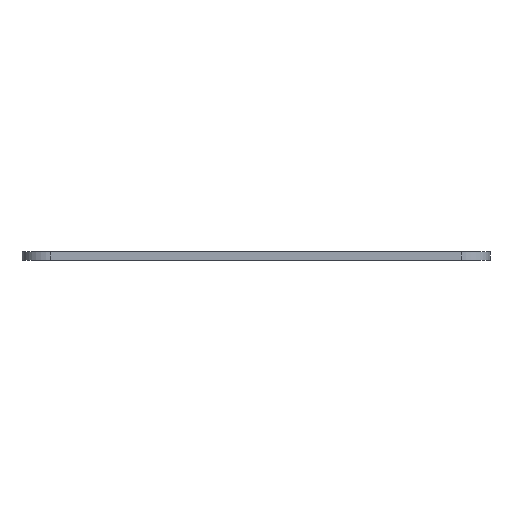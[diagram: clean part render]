
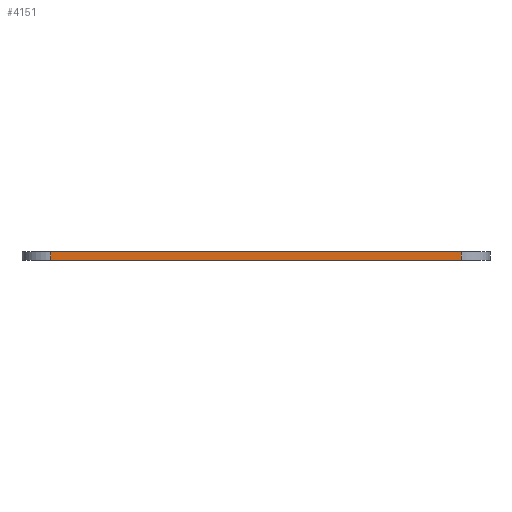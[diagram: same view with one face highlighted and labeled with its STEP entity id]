
A CAD part, front view. The second image highlights one B-rep face of the part: STEP entity #4151.
In plain terms, the highlighted planar face has unit normal (0, -1, 0).
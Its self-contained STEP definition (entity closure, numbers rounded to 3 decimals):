
#91=PLANE('',#4283);
#747=FACE_OUTER_BOUND('',#987,.T.);
#987=EDGE_LOOP('',(#3854,#3855,#3856,#3857));
#1214=LINE('',#8310,#1506);
#1241=LINE('',#8409,#1533);
#1244=LINE('',#8416,#1536);
#1285=LINE('',#8530,#1577);
#1506=VECTOR('',#4576,10.);
#1533=VECTOR('',#4661,10.);
#1536=VECTOR('',#4670,10.);
#1577=VECTOR('',#4801,10.);
#1966=VERTEX_POINT('',#8307);
#1967=VERTEX_POINT('',#8309);
#2010=VERTEX_POINT('',#8407);
#2011=VERTEX_POINT('',#8414);
#2550=EDGE_CURVE('',#1966,#1967,#1214,.T.);
#2598=EDGE_CURVE('',#2010,#1966,#1241,.T.);
#2602=EDGE_CURVE('',#1967,#2011,#1244,.T.);
#2659=EDGE_CURVE('',#2011,#2010,#1285,.T.);
#3854=ORIENTED_EDGE('',*,*,#2598,.F.);
#3855=ORIENTED_EDGE('',*,*,#2659,.F.);
#3856=ORIENTED_EDGE('',*,*,#2602,.F.);
#3857=ORIENTED_EDGE('',*,*,#2550,.F.);
#4151=ADVANCED_FACE('',(#747),#91,.T.);
#4283=AXIS2_PLACEMENT_3D('',#8529,#4799,#4800);
#4576=DIRECTION('',(-1.,0.,0.));
#4661=DIRECTION('',(0.,0.,-1.));
#4670=DIRECTION('',(0.,0.,1.));
#4799=DIRECTION('center_axis',(0.,-1.,0.));
#4800=DIRECTION('ref_axis',(1.,0.,0.));
#4801=DIRECTION('',(1.,0.,0.));
#8307=CARTESIAN_POINT('',(67.715,-66.189,0.));
#8309=CARTESIAN_POINT('',(-4.198,-66.189,0.));
#8310=CARTESIAN_POINT('',(72.715,-66.189,0.));
#8407=CARTESIAN_POINT('',(67.715,-66.189,1.5));
#8409=CARTESIAN_POINT('',(67.715,-66.189,0.));
#8414=CARTESIAN_POINT('',(-4.198,-66.189,1.5));
#8416=CARTESIAN_POINT('',(-4.198,-66.189,0.));
#8529=CARTESIAN_POINT('Origin',(-9.198,-66.189,0.));
#8530=CARTESIAN_POINT('',(72.715,-66.189,1.5));
